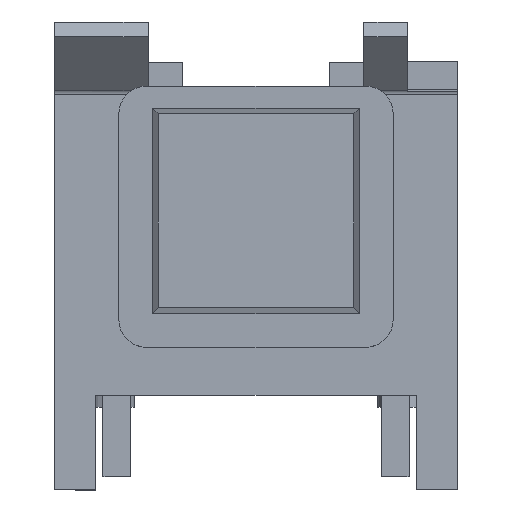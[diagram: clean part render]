
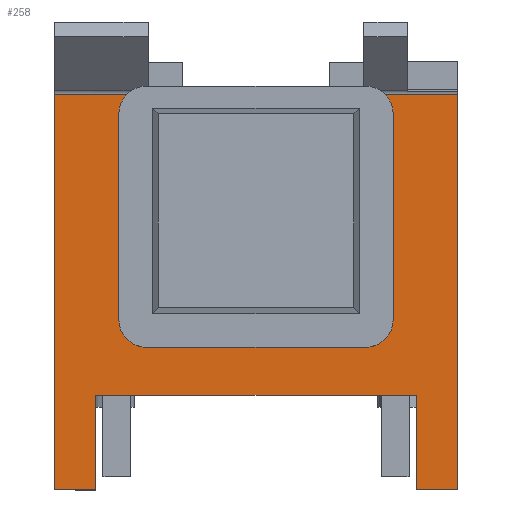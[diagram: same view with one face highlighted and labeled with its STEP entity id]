
A CAD part, top view. The second image highlights one B-rep face of the part: STEP entity #258.
In plain terms, the highlighted planar face has unit normal (0, 0, 1).
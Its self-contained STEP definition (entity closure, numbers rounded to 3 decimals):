
#184 = ORIENTED_EDGE ( 'NONE', *, *, #185, .T. ) ;
#185 = EDGE_CURVE ( 'NONE', #1059, #186, #1630, .T. ) ;
#186 = VERTEX_POINT ( 'NONE', #1626 ) ;
#187 = ORIENTED_EDGE ( 'NONE', *, *, #188, .F. ) ;
#188 = EDGE_CURVE ( 'NONE', #189, #186, #1625, .T. ) ;
#189 = VERTEX_POINT ( 'NONE', #1621 ) ;
#190 = ORIENTED_EDGE ( 'NONE', *, *, #191, .F. ) ;
#191 = EDGE_CURVE ( 'NONE', #192, #189, #1620, .T. ) ;
#192 = VERTEX_POINT ( 'NONE', #1616 ) ;
#193 = ORIENTED_EDGE ( 'NONE', *, *, #194, .F. ) ;
#194 = EDGE_CURVE ( 'NONE', #252, #192, #1615, .T. ) ;
#249 = ORIENTED_EDGE ( 'NONE', *, *, #250, .F. ) ;
#250 = EDGE_CURVE ( 'NONE', #251, #252, #1727, .T. ) ;
#251 = VERTEX_POINT ( 'NONE', #1723 ) ;
#252 = VERTEX_POINT ( 'NONE', #1722 ) ;
#253 = ORIENTED_EDGE ( 'NONE', *, *, #254, .F. ) ;
#254 = EDGE_CURVE ( 'NONE', #833, #251, #1720, .T. ) ;
#255 = ORIENTED_EDGE ( 'NONE', *, *, #831, .T. ) ;
#256 = ORIENTED_EDGE ( 'NONE', *, *, #1061, .T. ) ;
#258 = ADVANCED_FACE ( 'NONE', ( #1716, #1715 ), #1700, .F. ) ;
#259 = EDGE_LOOP ( 'NONE', ( #260, #264, #267, #270 ) ) ;
#260 = ORIENTED_EDGE ( 'NONE', *, *, #261, .F. ) ;
#261 = EDGE_CURVE ( 'NONE', #262, #263, #1756, .T. ) ;
#262 = VERTEX_POINT ( 'NONE', #1752 ) ;
#263 = VERTEX_POINT ( 'NONE', #1751 ) ;
#264 = ORIENTED_EDGE ( 'NONE', *, *, #265, .F. ) ;
#265 = EDGE_CURVE ( 'NONE', #266, #262, #1750, .T. ) ;
#266 = VERTEX_POINT ( 'NONE', #1746 ) ;
#267 = ORIENTED_EDGE ( 'NONE', *, *, #268, .F. ) ;
#268 = EDGE_CURVE ( 'NONE', #269, #266, #1745, .T. ) ;
#269 = VERTEX_POINT ( 'NONE', #1741 ) ;
#270 = ORIENTED_EDGE ( 'NONE', *, *, #271, .F. ) ;
#271 = EDGE_CURVE ( 'NONE', #263, #269, #1740, .T. ) ;
#272 = EDGE_LOOP ( 'NONE', ( #249, #253, #255, #256, #184, #187, #190, #193 ) ) ;
#831 = EDGE_CURVE ( 'NONE', #833, #1062, #2829, .T. ) ;
#833 = VERTEX_POINT ( 'NONE', #2821 ) ;
#1059 = VERTEX_POINT ( 'NONE', #3284 ) ;
#1061 = EDGE_CURVE ( 'NONE', #1062, #1059, #3283, .T. ) ;
#1062 = VERTEX_POINT ( 'NONE', #3279 ) ;
#1612 = DIRECTION ( 'NONE',  ( -1., 0., 0. ) ) ;
#1613 = VECTOR ( 'NONE', #1612, 1000. ) ;
#1614 = CARTESIAN_POINT ( 'NONE',  ( 31.491, -1.6, 0.8 ) ) ;
#1615 = LINE ( 'NONE', #1614, #1613 ) ;
#1616 = CARTESIAN_POINT ( 'NONE',  ( 1.489, -1.6, 0.8 ) ) ;
#1617 = DIRECTION ( 'NONE',  ( 0., -1., 0. ) ) ;
#1618 = VECTOR ( 'NONE', #1617, 1000. ) ;
#1619 = CARTESIAN_POINT ( 'NONE',  ( 1.489, 9.21, 0.8 ) ) ;
#1620 = LINE ( 'NONE', #1619, #1618 ) ;
#1621 = CARTESIAN_POINT ( 'NONE',  ( 1.489, -5., 0.8 ) ) ;
#1622 = DIRECTION ( 'NONE',  ( -1., 0., 0. ) ) ;
#1623 = VECTOR ( 'NONE', #1622, 1000. ) ;
#1624 = CARTESIAN_POINT ( 'NONE',  ( 31.491, -5., 0.8 ) ) ;
#1625 = LINE ( 'NONE', #1624, #1623 ) ;
#1626 = CARTESIAN_POINT ( 'NONE',  ( 0., -5., 0.8 ) ) ;
#1627 = DIRECTION ( 'NONE',  ( 0., -1., 0. ) ) ;
#1628 = VECTOR ( 'NONE', #1627, 1000. ) ;
#1629 = CARTESIAN_POINT ( 'NONE',  ( 0., 9.21, 0.8 ) ) ;
#1630 = LINE ( 'NONE', #1629, #1628 ) ;
#1700 = PLANE ( 'NONE',  #1760 ) ;
#1715 = FACE_OUTER_BOUND ( 'NONE', #272, .T. ) ;
#1716 = FACE_BOUND ( 'NONE', #259, .T. ) ;
#1717 = DIRECTION ( 'NONE',  ( -1., 0., 0. ) ) ;
#1718 = VECTOR ( 'NONE', #1717, 1000. ) ;
#1719 = CARTESIAN_POINT ( 'NONE',  ( 31.491, -5., 0.8 ) ) ;
#1720 = LINE ( 'NONE', #1719, #1718 ) ;
#1722 = CARTESIAN_POINT ( 'NONE',  ( 12.989, -1.6, 0.8 ) ) ;
#1723 = CARTESIAN_POINT ( 'NONE',  ( 12.989, -5., 0.8 ) ) ;
#1724 = DIRECTION ( 'NONE',  ( 0., 1., 0. ) ) ;
#1725 = VECTOR ( 'NONE', #1724, 1000. ) ;
#1726 = CARTESIAN_POINT ( 'NONE',  ( 12.989, 9.21, 0.8 ) ) ;
#1727 = LINE ( 'NONE', #1726, #1725 ) ;
#1737 = DIRECTION ( 'NONE',  ( 1., 0., 0. ) ) ;
#1738 = VECTOR ( 'NONE', #1737, 1000. ) ;
#1739 = CARTESIAN_POINT ( 'NONE',  ( 4.639, 2.435, 0.8 ) ) ;
#1740 = LINE ( 'NONE', #1739, #1738 ) ;
#1741 = CARTESIAN_POINT ( 'NONE',  ( 9.839, 2.435, 0.8 ) ) ;
#1742 = DIRECTION ( 'NONE',  ( 0., 1., 0. ) ) ;
#1743 = VECTOR ( 'NONE', #1742, 1000. ) ;
#1744 = CARTESIAN_POINT ( 'NONE',  ( 9.839, 7.165, 0.8 ) ) ;
#1745 = LINE ( 'NONE', #1744, #1743 ) ;
#1746 = CARTESIAN_POINT ( 'NONE',  ( 9.839, 7.165, 0.8 ) ) ;
#1747 = DIRECTION ( 'NONE',  ( -1., 0., 0. ) ) ;
#1748 = VECTOR ( 'NONE', #1747, 1000. ) ;
#1749 = CARTESIAN_POINT ( 'NONE',  ( 4.639, 7.165, 0.8 ) ) ;
#1750 = LINE ( 'NONE', #1749, #1748 ) ;
#1751 = CARTESIAN_POINT ( 'NONE',  ( 4.639, 2.435, 0.8 ) ) ;
#1752 = CARTESIAN_POINT ( 'NONE',  ( 4.639, 7.165, 0.8 ) ) ;
#1753 = DIRECTION ( 'NONE',  ( 0., -1., 0. ) ) ;
#1754 = VECTOR ( 'NONE', #1753, 1000. ) ;
#1755 = CARTESIAN_POINT ( 'NONE',  ( 4.639, 7.165, 0.8 ) ) ;
#1756 = LINE ( 'NONE', #1755, #1754 ) ;
#1757 = DIRECTION ( 'NONE',  ( 0., 1., 0. ) ) ;
#1758 = DIRECTION ( 'NONE',  ( 0., 0., -1. ) ) ;
#1759 = CARTESIAN_POINT ( 'NONE',  ( 31.491, 9.21, 0.8 ) ) ;
#1760 = AXIS2_PLACEMENT_3D ( 'NONE', #1759, #1758, #1757 ) ;
#2821 = CARTESIAN_POINT ( 'NONE',  ( 14.478, -5., 0.8 ) ) ;
#2826 = DIRECTION ( 'NONE',  ( 0., 1., 0. ) ) ;
#2827 = VECTOR ( 'NONE', #2826, 1000. ) ;
#2828 = CARTESIAN_POINT ( 'NONE',  ( 14.478, 9.21, 0.8 ) ) ;
#2829 = LINE ( 'NONE', #2828, #2827 ) ;
#3279 = CARTESIAN_POINT ( 'NONE',  ( 14.478, 9.21, 0.8 ) ) ;
#3280 = DIRECTION ( 'NONE',  ( -1., 0., 0. ) ) ;
#3281 = VECTOR ( 'NONE', #3280, 1000. ) ;
#3282 = CARTESIAN_POINT ( 'NONE',  ( 31.491, 9.21, 0.8 ) ) ;
#3283 = LINE ( 'NONE', #3282, #3281 ) ;
#3284 = CARTESIAN_POINT ( 'NONE',  ( 0., 9.21, 0.8 ) ) ;
